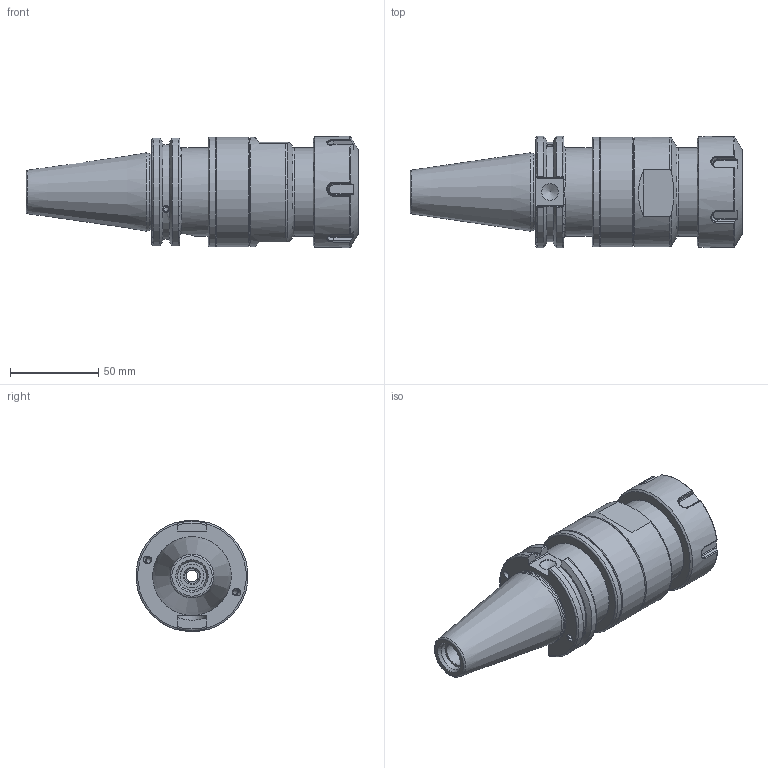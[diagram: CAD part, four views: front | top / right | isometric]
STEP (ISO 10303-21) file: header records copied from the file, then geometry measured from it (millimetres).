
FILE_DESCRIPTION(/* description */ (''),/* implementation_level */ '2;1');
FILE_NAME(/* name */ 'JK068SYT_CAT40ADB-SYTER33-120.stp',/* time_stamp */ '2024-11-06T15:54:12+09:00',/* author */ ('YSH'),/* organization */ (''),/* preprocessor_version */ 'ST-DEVELOPER v20',/* originating_system */ 'Autodesk Inventor 2025',/* authorisation */ '');
FILE_SCHEMA (('AUTOMOTIVE_DESIGN { 1 0 10303 214 3 1 1 }'));
Length unit declared in the file: millimetre
Products named in the file (5): LO-CAT40ADB-SYTER33-120; LO-CAT40ADB-SYTER33-120_1; SYTER16-COVER(RED); SYNCHRO-ER25-36; ER40NUT
Assembly tree (4 placements, depth 2):
  LO-CAT40ADB-SYTER33-120
    LO-CAT40ADB-SYTER33-120_1
    SYTER16-COVER(RED)
    SYNCHRO-ER25-36
    ER40NUT
Bounding box: 188.25 x 63.26 x 62.98 mm (x, y, z)
Volume: 300283.3 mm3; surface area: 75718.5 mm2
Topology: 4 solids, 4 shells, 261 faces, 650 edges, 416 vertices
Faces by surface type: plane 100, cylinder 76, cone 47, torus 30, bspline 8
Full cylindrical faces by diameter (mm): 1.43 x1, 3.242 x8, 4 x2, 4.2 x2, 6.647 x1, 8 x4, 8.1 x4, 8.5 x1, 9.525 x1, 13.386 x1, 16.3 x1, 22.376 x1, 24.6 x1, 25 x1, 25.4 x1, 31 x1, 33.5 x1, 38.9 x1, 41.9 x1, 43.6 x1, 48.6 x1, 49.7 x1, 50 x3, 50.4 x1, 55.4 x2, 58 x4, 62 x3, 63 x1
Entity records: 9397 total; most frequent: CARTESIAN_POINT 2970, DIRECTION 1293, ORIENTED_EDGE 1274, EDGE_CURVE 637, AXIS2_PLACEMENT_3D 526, VERTEX_POINT 416, EDGE_LOOP 309, FACE_OUTER_BOUND 261
